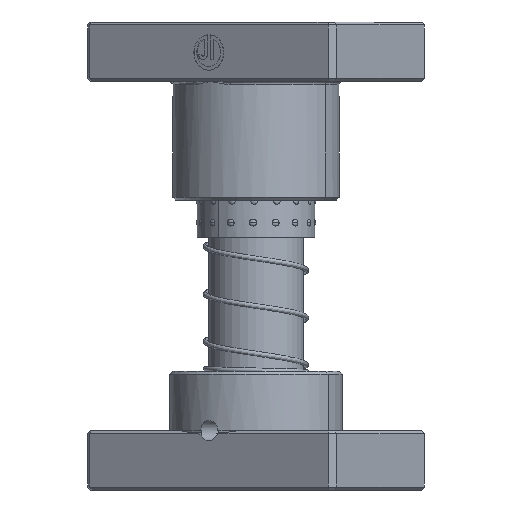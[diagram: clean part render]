
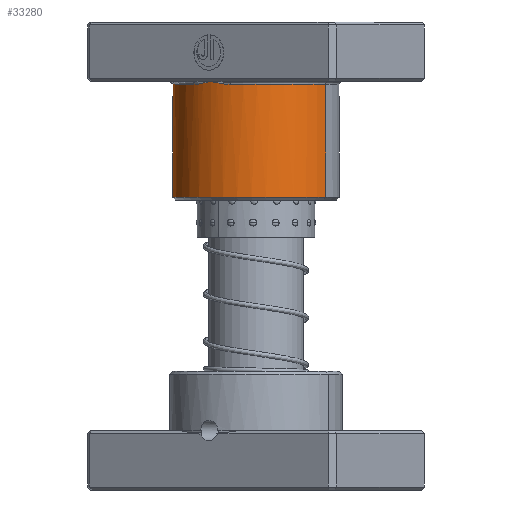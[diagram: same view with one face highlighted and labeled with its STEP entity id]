
A CAD part, front view. The second image highlights one B-rep face of the part: STEP entity #33280.
In plain terms, the highlighted cylindrical face has radius 28 mm (diameter 56 mm), a partial arc.
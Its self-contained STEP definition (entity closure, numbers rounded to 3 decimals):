
#360 = CARTESIAN_POINT ( 'NONE',  ( -28., 0., 21. ) ) ;
#575 = VECTOR ( 'NONE', #12759, 1000. ) ;
#1241 = EDGE_CURVE ( 'NONE', #22150, #36476, #8753, .T. ) ;
#1643 = VERTEX_POINT ( 'NONE', #25862 ) ;
#2594 = CARTESIAN_POINT ( 'NONE',  ( 3.054, 27.84, 20.566 ) ) ;
#2604 = ORIENTED_EDGE ( 'NONE', *, *, #19120, .T. ) ;
#2891 = CARTESIAN_POINT ( 'NONE',  ( -4.268, 27.68, 20.755 ) ) ;
#2923 = DIRECTION ( 'NONE',  ( 0., 0., -1. ) ) ;
#3356 = CARTESIAN_POINT ( 'NONE',  ( -28., 0., 59. ) ) ;
#3768 = ORIENTED_EDGE ( 'NONE', *, *, #7536, .T. ) ;
#4653 = VERTEX_POINT ( 'NONE', #33659 ) ;
#5697 = CARTESIAN_POINT ( 'NONE',  ( 1.529, 27.96, 20.291 ) ) ;
#5846 = DIRECTION ( 'NONE',  ( 0., 0., 1. ) ) ;
#5986 = CARTESIAN_POINT ( 'NONE',  ( -6.081, 27.339, 20.959 ) ) ;
#7152 = ORIENTED_EDGE ( 'NONE', *, *, #21322, .T. ) ;
#7536 = EDGE_CURVE ( 'NONE', #20520, #4653, #18591, .T. ) ;
#8753 = LINE ( 'NONE', #28005, #575 ) ;
#8760 = CARTESIAN_POINT ( 'NONE',  ( 0.611, 27.995, 20.118 ) ) ;
#8810 = DIRECTION ( 'NONE',  ( -1., 0., 0. ) ) ;
#9044 = CARTESIAN_POINT ( 'NONE',  ( -7.289, 27.034, 21. ) ) ;
#9998 = CARTESIAN_POINT ( 'NONE',  ( 0., 28., 20. ) ) ;
#10888 = DIRECTION ( 'NONE',  ( 0., 0., -1. ) ) ;
#11847 = CARTESIAN_POINT ( 'NONE',  ( 0., 28., 20. ) ) ;
#11861 = CARTESIAN_POINT ( 'NONE',  ( 0., 0., 21. ) ) ;
#11967 = EDGE_CURVE ( 'NONE', #1643, #20520, #15730, .T. ) ;
#12147 = CYLINDRICAL_SURFACE ( 'NONE', #14631, 28. ) ;
#12759 = DIRECTION ( 'NONE',  ( 0., 0., -1. ) ) ;
#14159 = ORIENTED_EDGE ( 'NONE', *, *, #35812, .T. ) ;
#14631 = AXIS2_PLACEMENT_3D ( 'NONE', #30212, #2923, #8810 ) ;
#14946 = DIRECTION ( 'NONE',  ( 1., 0., 0. ) ) ;
#15730 = LINE ( 'NONE', #35334, #39124 ) ;
#16422 = CARTESIAN_POINT ( 'NONE',  ( -7.289, 27.034, 21. ) ) ;
#17057 = AXIS2_PLACEMENT_3D ( 'NONE', #17149, #38520, #20222 ) ;
#17149 = CARTESIAN_POINT ( 'NONE',  ( 0., 0., 59. ) ) ;
#17274 = ORIENTED_EDGE ( 'NONE', *, *, #24543, .T. ) ;
#17850 = CARTESIAN_POINT ( 'NONE',  ( 6.081, 27.339, 20.959 ) ) ;
#18591 = CIRCLE ( 'NONE', #39490, 28. ) ;
#19120 = EDGE_CURVE ( 'NONE', #4653, #24222, #24982, .T. ) ;
#20222 = DIRECTION ( 'NONE',  ( 1., 0., 0. ) ) ;
#20520 = VERTEX_POINT ( 'NONE', #33809 ) ;
#20916 = CARTESIAN_POINT ( 'NONE',  ( 4.268, 27.68, 20.755 ) ) ;
#20933 = CARTESIAN_POINT ( 'NONE',  ( -1.223, 28., 20.235 ) ) ;
#21199 = CARTESIAN_POINT ( 'NONE',  ( -2.448, 27.92, 20.472 ) ) ;
#21210 = FACE_OUTER_BOUND ( 'NONE', #28934, .T. ) ;
#21322 = EDGE_CURVE ( 'NONE', #22150, #1643, #33584, .T. ) ;
#22150 = VERTEX_POINT ( 'NONE', #3356 ) ;
#22264 = B_SPLINE_CURVE_WITH_KNOTS ( 'NONE', 3,
 ( #35489, #20933, #21199, #2891, #24277, #5986, #27365, #9044 ),
 .UNSPECIFIED., .F., .F.,
 ( 4, 2, 2, 4 ),
 ( 0., 0.004, 0.006, 0.007 ),
 .UNSPECIFIED. ) ;
#24009 = CARTESIAN_POINT ( 'NONE',  ( 2.446, 27.9, 20.46 ) ) ;
#24144 = CARTESIAN_POINT ( 'NONE',  ( 0., 0., 21. ) ) ;
#24222 = VERTEX_POINT ( 'NONE', #9998 ) ;
#24277 = CARTESIAN_POINT ( 'NONE',  ( -4.873, 27.58, 20.837 ) ) ;
#24329 = CIRCLE ( 'NONE', #32659, 28. ) ;
#24543 = EDGE_CURVE ( 'NONE', #24222, #29207, #22264, .T. ) ;
#24982 = B_SPLINE_CURVE_WITH_KNOTS ( 'NONE', 3,
 ( #33079, #26952, #17850, #39220, #20916, #2594, #24009, #5697, #27079, #8760, #30164, #11847 ),
 .UNSPECIFIED., .F., .F.,
 ( 4, 2, 2, 2, 2, 4 ),
 ( 0., 0.002, 0.004, 0.006, 0.006, 0.007 ),
 .UNSPECIFIED. ) ;
#25229 = ORIENTED_EDGE ( 'NONE', *, *, #11967, .T. ) ;
#25862 = CARTESIAN_POINT ( 'NONE',  ( 28., 0., 59. ) ) ;
#26952 = CARTESIAN_POINT ( 'NONE',  ( 6.685, 27.198, 21. ) ) ;
#27079 = CARTESIAN_POINT ( 'NONE',  ( 1.223, 27.975, 20.234 ) ) ;
#27224 = DIRECTION ( 'NONE',  ( 1., 0., 0. ) ) ;
#27365 = CARTESIAN_POINT ( 'NONE',  ( -6.685, 27.198, 21. ) ) ;
#28005 = CARTESIAN_POINT ( 'NONE',  ( -28., 0., 60. ) ) ;
#28835 = ORIENTED_EDGE ( 'NONE', *, *, #1241, .F. ) ;
#28934 = EDGE_LOOP ( 'NONE', ( #7152, #25229, #3768, #2604, #17274, #14159, #28835 ) ) ;
#29207 = VERTEX_POINT ( 'NONE', #16422 ) ;
#30164 = CARTESIAN_POINT ( 'NONE',  ( 0.304, 28., 20.058 ) ) ;
#30212 = CARTESIAN_POINT ( 'NONE',  ( 0., 0., 60. ) ) ;
#32659 = AXIS2_PLACEMENT_3D ( 'NONE', #11861, #33241, #14946 ) ;
#33079 = CARTESIAN_POINT ( 'NONE',  ( 7.289, 27.034, 21. ) ) ;
#33241 = DIRECTION ( 'NONE',  ( 0., 0., 1. ) ) ;
#33280 = ADVANCED_FACE ( 'NONE', ( #21210 ), #12147, .T. ) ;
#33584 = CIRCLE ( 'NONE', #17057, 28. ) ;
#33659 = CARTESIAN_POINT ( 'NONE',  ( 7.289, 27.034, 21. ) ) ;
#33809 = CARTESIAN_POINT ( 'NONE',  ( 28., 0., 21. ) ) ;
#35334 = CARTESIAN_POINT ( 'NONE',  ( 28., 0., 60. ) ) ;
#35489 = CARTESIAN_POINT ( 'NONE',  ( 0., 28., 20. ) ) ;
#35812 = EDGE_CURVE ( 'NONE', #29207, #36476, #24329, .T. ) ;
#36476 = VERTEX_POINT ( 'NONE', #360 ) ;
#38520 = DIRECTION ( 'NONE',  ( 0., 0., -1. ) ) ;
#39124 = VECTOR ( 'NONE', #10888, 1000. ) ;
#39220 = CARTESIAN_POINT ( 'NONE',  ( 4.873, 27.58, 20.837 ) ) ;
#39490 = AXIS2_PLACEMENT_3D ( 'NONE', #24144, #5846, #27224 ) ;
